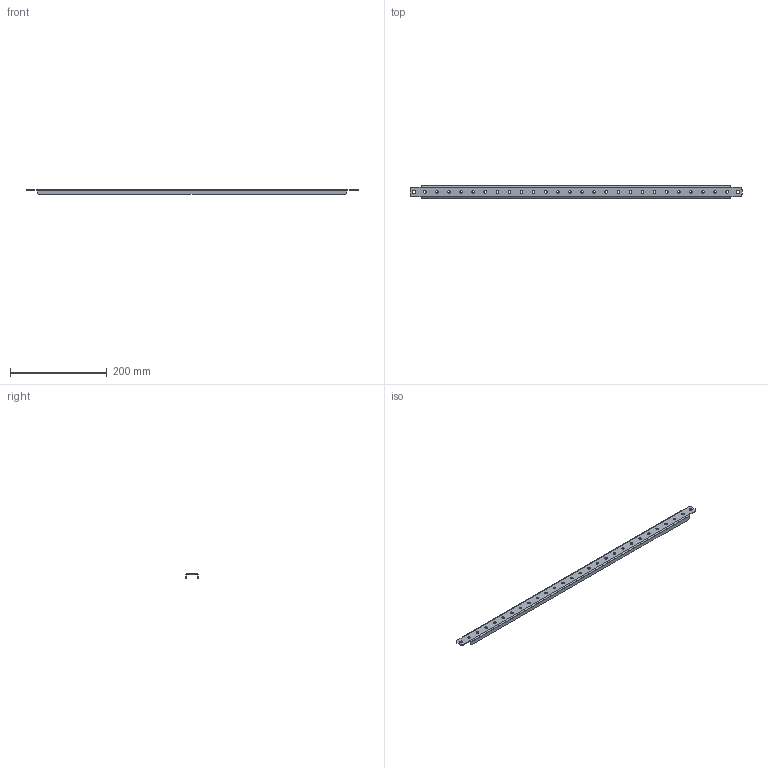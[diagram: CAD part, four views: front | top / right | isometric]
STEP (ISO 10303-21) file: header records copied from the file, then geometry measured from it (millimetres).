
FILE_DESCRIPTION (( 'STEP AP214' ), '1' );
FILE_NAME ('FO-00-RDH-080 FORMAT Ðåéêà äâåðíàÿ ãîðèçîíòàëüíàÿ 800ìì IEK.STEP', '2022-05-11T12:13:31', ( '' ), ( '' ), 'SwSTEP 2.0', 'SolidWorks 2017', '' );
FILE_SCHEMA (( 'AUTOMOTIVE_DESIGN' ));
Length unit declared in the file: millimetre
Products named in the file (1): FO-00-RDH-080 FORMAT Ðåéêà äâåðíàÿ ãîðèçîíòàëüíàÿ 800ìì IEK
Bounding box: 686 x 25 x 10 mm (x, y, z)
Volume: 39200.8 mm3; surface area: 55144.3 mm2
Topology: 1 solids, 1 shells, 90 faces, 248 edges, 160 vertices
Faces by surface type: cylinder 68, plane 22
Entity records: 3176 total; most frequent: DIRECTION 566, CARTESIAN_POINT 499, ORIENTED_EDGE 496, EDGE_CURVE 248, AXIS2_PLACEMENT_3D 227, VERTEX_POINT 160, EDGE_LOOP 146, CIRCLE 136
